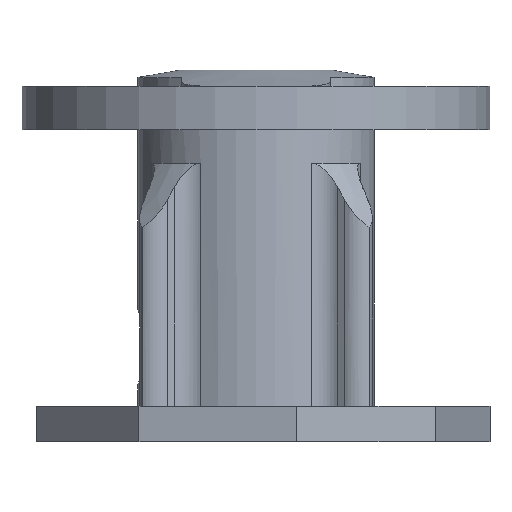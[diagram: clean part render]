
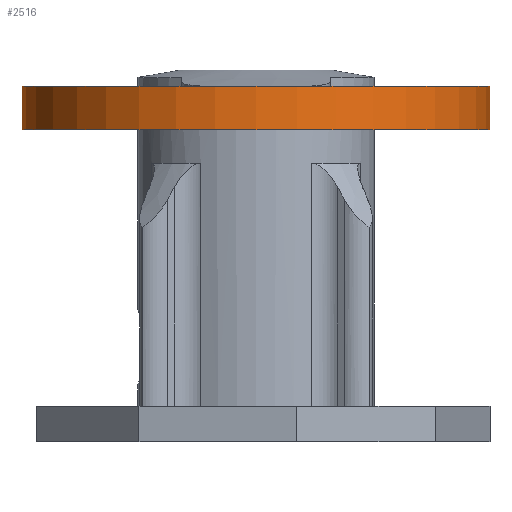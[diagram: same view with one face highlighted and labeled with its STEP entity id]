
A CAD part, front view. The second image highlights one B-rep face of the part: STEP entity #2516.
In plain terms, the highlighted cylindrical face has radius 11 mm (diameter 22 mm), a partial arc.
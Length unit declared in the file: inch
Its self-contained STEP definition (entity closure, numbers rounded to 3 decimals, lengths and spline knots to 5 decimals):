
#182 = VERTEX_POINT ( 'NONE', #2712 ) ;
#218 = VECTOR ( 'NONE', #3544, 39.37008 ) ;
#443 = CARTESIAN_POINT ( 'NONE',  ( 0., 0., 0.63781 ) ) ;
#489 = ORIENTED_EDGE ( 'NONE', *, *, #3171, .F. ) ;
#663 = EDGE_LOOP ( 'NONE', ( #489, #3125, #2225, #2609 ) ) ;
#706 = DIRECTION ( 'NONE',  ( 0., 0., 1. ) ) ;
#801 = EDGE_CURVE ( 'NONE', #182, #3598, #2293, .T. ) ;
#837 = AXIS2_PLACEMENT_3D ( 'NONE', #443, #1944, #2907 ) ;
#911 = AXIS2_PLACEMENT_3D ( 'NONE', #1602, #706, #2184 ) ;
#1470 = DIRECTION ( 'NONE',  ( 0., 0., -1. ) ) ;
#1501 = EDGE_CURVE ( 'NONE', #182, #3938, #1816, .T. ) ;
#1598 = AXIS2_PLACEMENT_3D ( 'NONE', #3329, #1470, #3632 ) ;
#1602 = CARTESIAN_POINT ( 'NONE',  ( 0., 0., 0.71781 ) ) ;
#1666 = FACE_OUTER_BOUND ( 'NONE', #663, .T. ) ;
#1795 = CARTESIAN_POINT ( 'NONE',  ( -0.43307, 0., 0.71781 ) ) ;
#1816 = LINE ( 'NONE', #1795, #3740 ) ;
#1944 = DIRECTION ( 'NONE',  ( 0., 0., 1. ) ) ;
#2184 = DIRECTION ( 'NONE',  ( 1., 0., 0. ) ) ;
#2225 = ORIENTED_EDGE ( 'NONE', *, *, #1501, .T. ) ;
#2293 = CIRCLE ( 'NONE', #911, 0.43307 ) ;
#2433 = CARTESIAN_POINT ( 'NONE',  ( -0.43307, 0., 0.63781 ) ) ;
#2516 = ADVANCED_FACE ( 'NONE', ( #1666 ), #3733, .T. ) ;
#2609 = ORIENTED_EDGE ( 'NONE', *, *, #2693, .T. ) ;
#2693 = EDGE_CURVE ( 'NONE', #3938, #3966, #3925, .T. ) ;
#2712 = CARTESIAN_POINT ( 'NONE',  ( -0.43307, 0., 0.71781 ) ) ;
#2755 = DIRECTION ( 'NONE',  ( 0., 0., -1. ) ) ;
#2858 = LINE ( 'NONE', #3873, #218 ) ;
#2861 = CARTESIAN_POINT ( 'NONE',  ( 0.43307, 0., 0.71781 ) ) ;
#2907 = DIRECTION ( 'NONE',  ( 1., 0., 0. ) ) ;
#3075 = CARTESIAN_POINT ( 'NONE',  ( 0.43307, 0., 0.63781 ) ) ;
#3125 = ORIENTED_EDGE ( 'NONE', *, *, #801, .F. ) ;
#3171 = EDGE_CURVE ( 'NONE', #3598, #3966, #2858, .T. ) ;
#3329 = CARTESIAN_POINT ( 'NONE',  ( 0., 0., 0.71781 ) ) ;
#3544 = DIRECTION ( 'NONE',  ( 0., 0., -1. ) ) ;
#3598 = VERTEX_POINT ( 'NONE', #2861 ) ;
#3632 = DIRECTION ( 'NONE',  ( -1., 0., 0. ) ) ;
#3733 = CYLINDRICAL_SURFACE ( 'NONE', #1598, 0.43307 ) ;
#3740 = VECTOR ( 'NONE', #2755, 39.37008 ) ;
#3873 = CARTESIAN_POINT ( 'NONE',  ( 0.43307, 0., 0.71781 ) ) ;
#3925 = CIRCLE ( 'NONE', #837, 0.43307 ) ;
#3938 = VERTEX_POINT ( 'NONE', #2433 ) ;
#3966 = VERTEX_POINT ( 'NONE', #3075 ) ;
